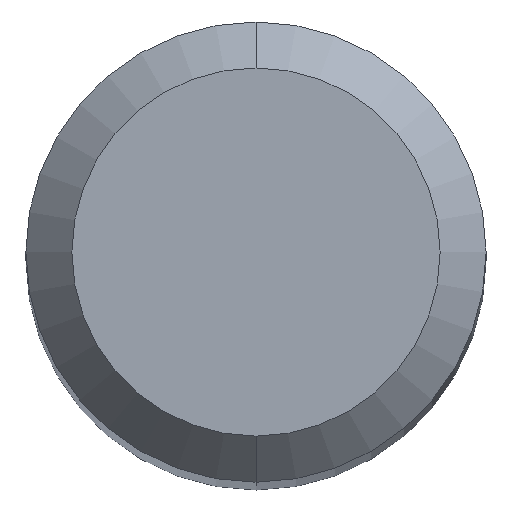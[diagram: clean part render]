
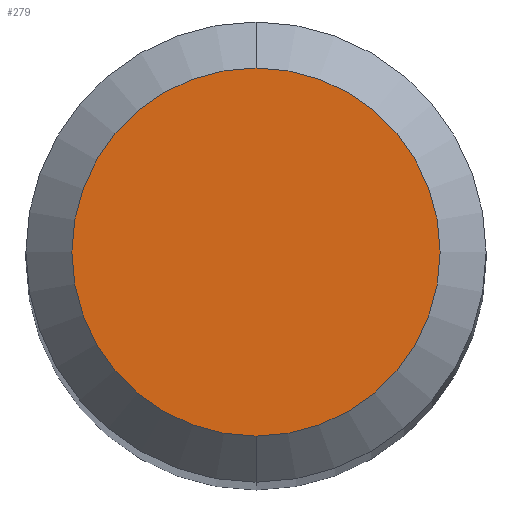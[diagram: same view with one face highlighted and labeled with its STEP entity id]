
A CAD part, top view. The second image highlights one B-rep face of the part: STEP entity #279.
In plain terms, the highlighted planar face has unit normal (0, 0, 1).
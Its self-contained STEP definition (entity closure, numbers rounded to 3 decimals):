
#179=EDGE_CURVE('',#459,#229,#486,.T.);
#229=VERTEX_POINT('',#543);
#279=ADVANCED_FACE('',(#598),#599,.T.);
#389=EDGE_CURVE('',#229,#459,#722,.T.);
#459=VERTEX_POINT('',#796);
#486=CIRCLE('',#818,1.2);
#543=CARTESIAN_POINT('',(0.0,1.2,0.0));
#598=FACE_OUTER_BOUND('',#1040,.T.);
#599=PLANE('',#1041);
#722=CIRCLE('',#1290,1.2);
#796=CARTESIAN_POINT('',(0.,-1.2,0.0));
#818=AXIS2_PLACEMENT_3D('',#1446,#1447,#1448);
#1040=EDGE_LOOP('',(#1588,#1589));
#1041=AXIS2_PLACEMENT_3D('',#1590,#1591,#1592);
#1290=AXIS2_PLACEMENT_3D('',#1745,#1746,#1747);
#1446=CARTESIAN_POINT('',(0.0,0.0,0.0));
#1447=DIRECTION('',(0.0,0.0,-1.0));
#1448=DIRECTION('',(0.0,1.0,0.0));
#1588=ORIENTED_EDGE('',*,*,#389,.F.);
#1589=ORIENTED_EDGE('',*,*,#179,.F.);
#1590=CARTESIAN_POINT('',(0.0,0.6,0.0));
#1591=DIRECTION('',(-0.0,0.0,1.0));
#1592=DIRECTION('',(0.0,-1.0,0.0));
#1745=CARTESIAN_POINT('',(0.0,0.0,0.0));
#1746=DIRECTION('',(0.0,0.0,-1.0));
#1747=DIRECTION('',(0.0,1.0,0.0));
